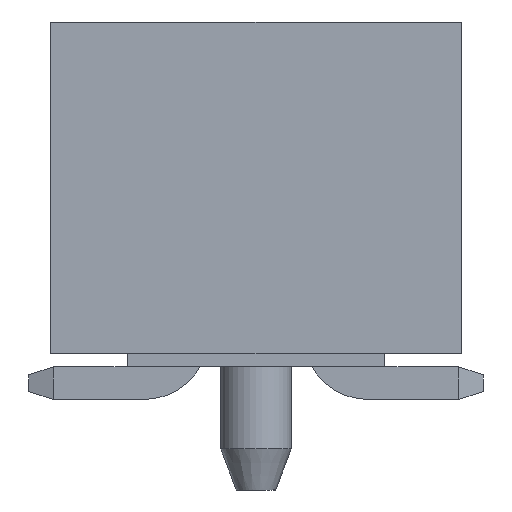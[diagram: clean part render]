
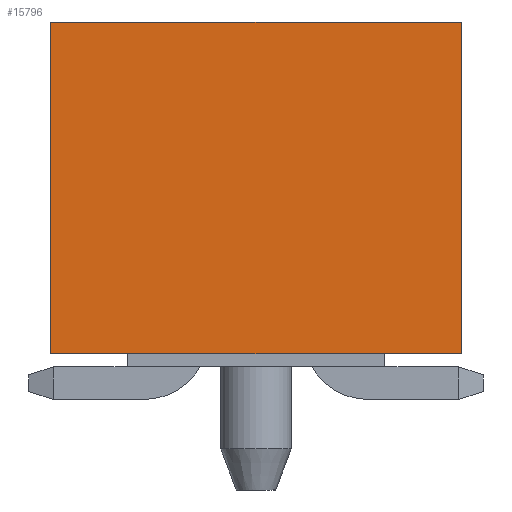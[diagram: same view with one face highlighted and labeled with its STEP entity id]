
A CAD part, left-side view. The second image highlights one B-rep face of the part: STEP entity #15796.
In plain terms, the highlighted planar face has unit normal (-1, 0, 0).
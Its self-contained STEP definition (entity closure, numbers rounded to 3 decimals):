
#466=FACE_OUTER_BOUND('',#1372,.T.);
#1372=EDGE_LOOP('',(#10678,#10679,#10680,#10681));
#2587=LINE('',#22353,#4737);
#2599=LINE('',#22382,#4749);
#2600=LINE('',#22383,#4750);
#2601=LINE('',#22384,#4751);
#4737=VECTOR('',#17988,1000.);
#4749=VECTOR('',#18012,1000.);
#4750=VECTOR('',#18013,1000.);
#4751=VECTOR('',#18014,1000.);
#6873=VERTEX_POINT('',#22350);
#6874=VERTEX_POINT('',#22352);
#6884=VERTEX_POINT('',#22380);
#6885=VERTEX_POINT('',#22381);
#8336=EDGE_CURVE('',#6874,#6873,#2587,.T.);
#8350=EDGE_CURVE('',#6884,#6885,#2599,.T.);
#8351=EDGE_CURVE('',#6874,#6884,#2600,.T.);
#8352=EDGE_CURVE('',#6873,#6885,#2601,.T.);
#10678=ORIENTED_EDGE('',*,*,#8350,.F.);
#10679=ORIENTED_EDGE('',*,*,#8351,.F.);
#10680=ORIENTED_EDGE('',*,*,#8336,.T.);
#10681=ORIENTED_EDGE('',*,*,#8352,.T.);
#14949=PLANE('',#16725);
#15796=ADVANCED_FACE('',(#466),#14949,.T.);
#16725=AXIS2_PLACEMENT_3D('',#22379,#18010,#18011);
#17988=DIRECTION('',(0.,0.,1.));
#18010=DIRECTION('center_axis',(-1.,0.,0.));
#18011=DIRECTION('ref_axis',(0.,0.,
1.));
#18012=DIRECTION('',(0.,0.,1.));
#18013=DIRECTION('',(0.,1.,0.));
#18014=DIRECTION('',(0.,1.,0.));
#22350=CARTESIAN_POINT('',(-11.092,2.182,2.614));
#22352=CARTESIAN_POINT('',(-11.092,2.182,-3.736));
#22353=CARTESIAN_POINT('',(-11.092,2.182,-3.736));
#22379=CARTESIAN_POINT('Origin',(-11.092,2.182,-3.736));
#22380=CARTESIAN_POINT('',(-11.092,7.313,-3.736));
#22381=CARTESIAN_POINT('',(-11.092,7.313,2.614));
#22382=CARTESIAN_POINT('',(-11.092,7.313,-3.736));
#22383=CARTESIAN_POINT('',(-11.092,2.182,-3.736));
#22384=CARTESIAN_POINT('',(-11.092,2.182,2.614));
